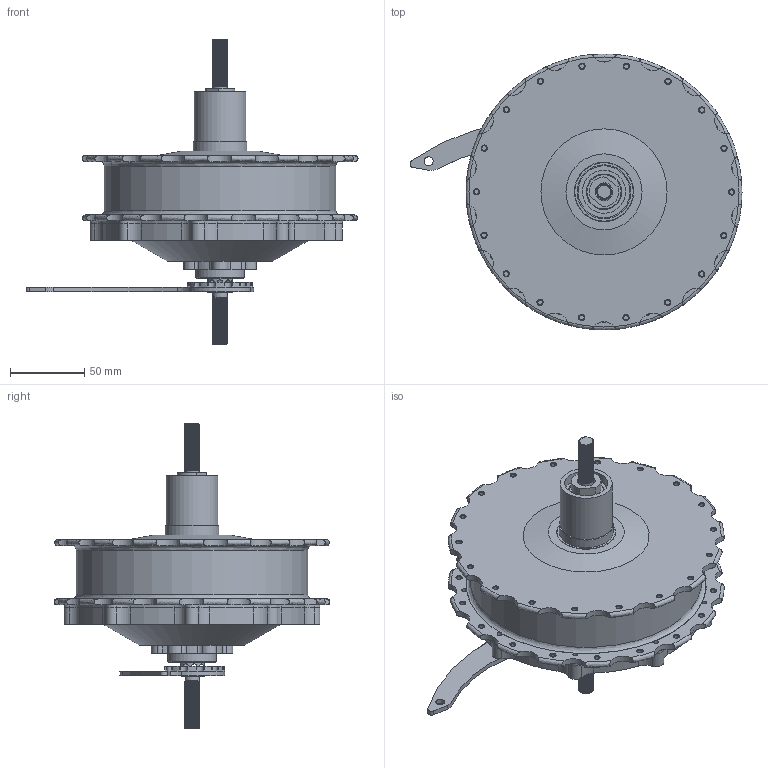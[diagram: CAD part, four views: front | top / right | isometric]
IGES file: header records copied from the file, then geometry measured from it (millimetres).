
Start section: SolidWorks IGES file using analytic representation for surfaces
Global section: file name: GMAC.IGS; native system: SolidWorks 2014; preprocessor: SolidWorks 2014; author: grin; date: 190404.141740; units: millimetre
Bounding box: 223.75 x 186 x 205 mm (x, y, z)
Surface area: 121217.6 mm2 (no closed solid volume)
Topology: 0 solids, 1 shells, 485 faces, 8524 edges, 9321 vertices
Faces by surface type: revolution 400, bspline 85
